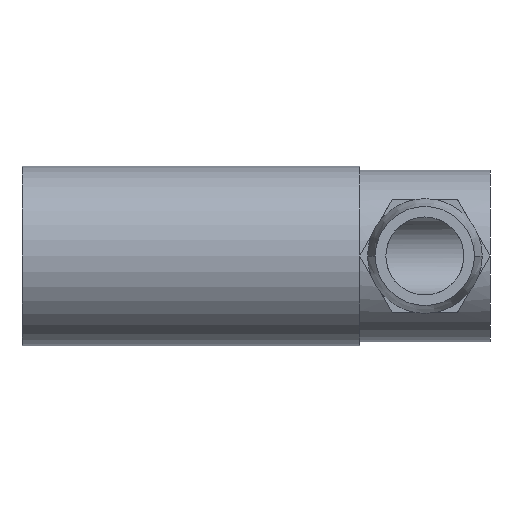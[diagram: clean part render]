
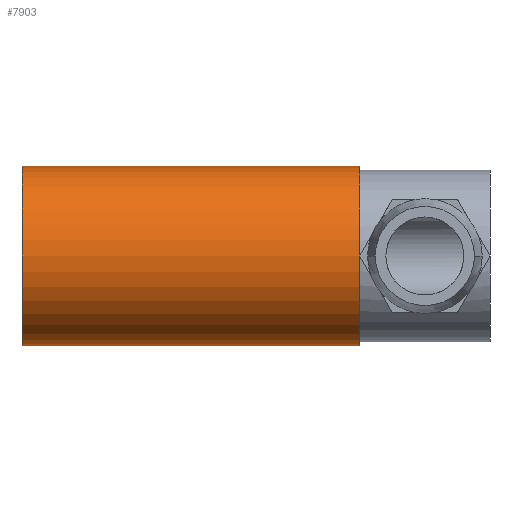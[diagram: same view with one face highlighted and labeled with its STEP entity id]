
A CAD part, front view. The second image highlights one B-rep face of the part: STEP entity #7903.
In plain terms, the highlighted cylindrical face has radius 11.5 mm (diameter 23 mm), a partial arc.
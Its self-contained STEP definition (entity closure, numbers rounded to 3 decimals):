
#200 = LINE ( 'NONE', #8151, #433 ) ;
#282 = DIRECTION ( 'NONE',  ( -1., 0., 0. ) ) ;
#433 = VECTOR ( 'NONE', #282, 1000. ) ;
#597 = EDGE_CURVE ( 'NONE', #6541, #2249, #8328, .T. ) ;
#795 = EDGE_CURVE ( 'NONE', #7648, #2358, #200, .T. ) ;
#831 = DIRECTION ( 'NONE',  ( -1., 0., 0. ) ) ;
#1177 = CARTESIAN_POINT ( 'NONE',  ( 43.3, 0., 11.5 ) ) ;
#1293 = CARTESIAN_POINT ( 'NONE',  ( 0., 0., -11.5 ) ) ;
#1765 = EDGE_LOOP ( 'NONE', ( #5683, #3088, #8119, #2683 ) ) ;
#2166 = EDGE_CURVE ( 'NONE', #7648, #6541, #7456, .T. ) ;
#2249 = VERTEX_POINT ( 'NONE', #7761 ) ;
#2298 = DIRECTION ( 'NONE',  ( -1., 0., 0. ) ) ;
#2358 = VERTEX_POINT ( 'NONE', #1293 ) ;
#2475 = DIRECTION ( 'NONE',  ( -1., 0., 0. ) ) ;
#2555 = EDGE_CURVE ( 'NONE', #2358, #2249, #4294, .T. ) ;
#2683 = ORIENTED_EDGE ( 'NONE', *, *, #2555, .F. ) ;
#3088 = ORIENTED_EDGE ( 'NONE', *, *, #2166, .T. ) ;
#3590 = CARTESIAN_POINT ( 'NONE',  ( 43.3, 0., 0. ) ) ;
#3640 = AXIS2_PLACEMENT_3D ( 'NONE', #7376, #831, #8098 ) ;
#3689 = CARTESIAN_POINT ( 'NONE',  ( 0., 0., 11.5 ) ) ;
#4294 = CIRCLE ( 'NONE', #7183, 11.5 ) ;
#4546 = CARTESIAN_POINT ( 'NONE',  ( 43.3, 0., -11.5 ) ) ;
#4758 = FACE_OUTER_BOUND ( 'NONE', #1765, .T. ) ;
#5222 = DIRECTION ( 'NONE',  ( -1., 0., 0. ) ) ;
#5683 = ORIENTED_EDGE ( 'NONE', *, *, #795, .F. ) ;
#6352 = AXIS2_PLACEMENT_3D ( 'NONE', #3590, #2298, #6823 ) ;
#6541 = VERTEX_POINT ( 'NONE', #1177 ) ;
#6560 = DIRECTION ( 'NONE',  ( 0., 0., 1. ) ) ;
#6776 = CYLINDRICAL_SURFACE ( 'NONE', #3640, 11.5 ) ;
#6823 = DIRECTION ( 'NONE',  ( 0., 0., 1. ) ) ;
#7175 = VECTOR ( 'NONE', #2475, 1000. ) ;
#7183 = AXIS2_PLACEMENT_3D ( 'NONE', #8350, #5222, #6560 ) ;
#7376 = CARTESIAN_POINT ( 'NONE',  ( 0., 0., 0. ) ) ;
#7456 = CIRCLE ( 'NONE', #6352, 11.5 ) ;
#7648 = VERTEX_POINT ( 'NONE', #4546 ) ;
#7761 = CARTESIAN_POINT ( 'NONE',  ( 0., 0., 11.5 ) ) ;
#7903 = ADVANCED_FACE ( 'NONE', ( #4758 ), #6776, .T. ) ;
#8098 = DIRECTION ( 'NONE',  ( 0., 0., 1. ) ) ;
#8119 = ORIENTED_EDGE ( 'NONE', *, *, #597, .T. ) ;
#8151 = CARTESIAN_POINT ( 'NONE',  ( 0., 0., -11.5 ) ) ;
#8328 = LINE ( 'NONE', #3689, #7175 ) ;
#8350 = CARTESIAN_POINT ( 'NONE',  ( 0., 0., 0. ) ) ;
